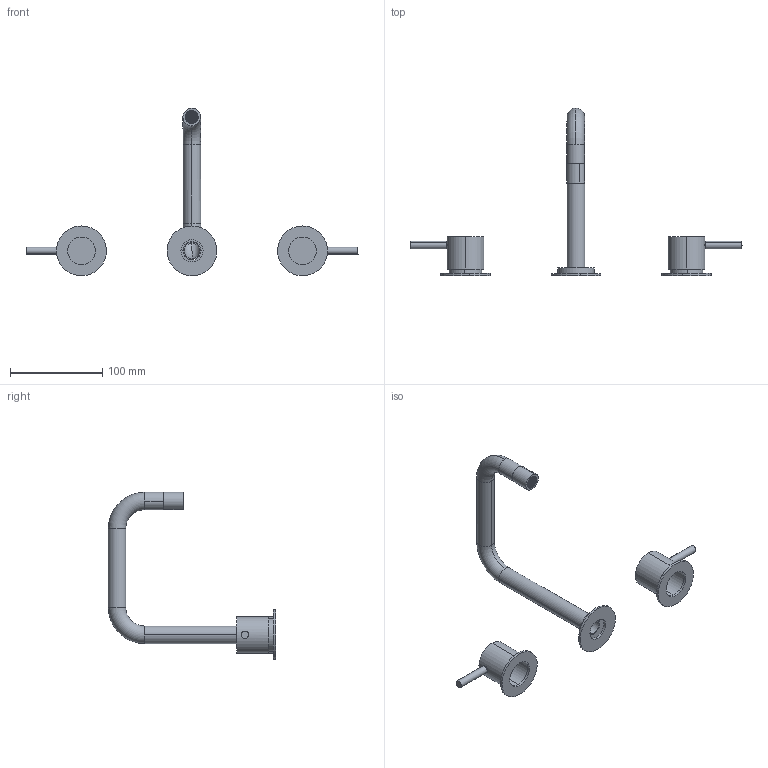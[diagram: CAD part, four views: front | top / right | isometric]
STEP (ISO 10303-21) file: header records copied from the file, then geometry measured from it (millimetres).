
FILE_DESCRIPTION (( 'STEP AP214' ), '1' );
FILE_NAME ('SUSSEX_SCALA_SBSQ_basin_set_square_shell.STEP', '2021-06-25T05:58:10', ( '' ), ( '' ), 'SwSTEP 2.0', 'SolidWorks 2020', '' );
FILE_SCHEMA (( 'AUTOMOTIVE_DESIGN' ));
Length unit declared in the file: millimetre
Products named in the file (1): SUSSEX_SCALA_SBSQ_basin_set_square_shell
Bounding box: 359.68 x 181.5 x 181.52 mm (x, y, z)
Volume: 71918.3 mm3; surface area: 92634.5 mm2
Topology: 14 solids, 14 shells, 1898 faces, 5546 edges, 3688 vertices
Faces by surface type: plane 1681, cylinder 122, bspline 57, cone 30, torus 8
Entity records: 63575 total; most frequent: CARTESIAN_POINT 12234, ORIENTED_EDGE 11092, DIRECTION 9400, EDGE_CURVE 5546, VECTOR 5132, LINE 5132, VERTEX_POINT 3688, EDGE_LOOP 2400
